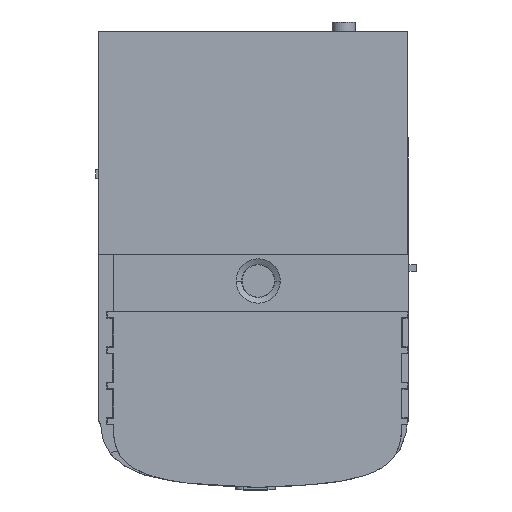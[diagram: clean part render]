
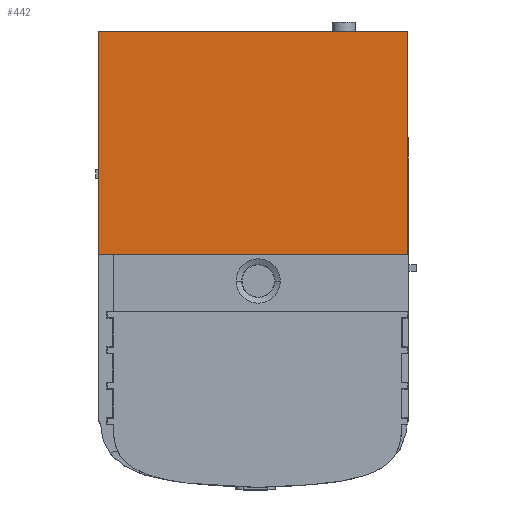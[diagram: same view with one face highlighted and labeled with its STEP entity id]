
A CAD part, top view. The second image highlights one B-rep face of the part: STEP entity #442.
In plain terms, the highlighted planar face has unit normal (0, 0, 1).
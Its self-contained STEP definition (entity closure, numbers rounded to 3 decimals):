
#326=DIRECTION('',(0.,-1.,0.));
#327=VECTOR('',#326,48.444);
#328=CARTESIAN_POINT('',(103.2,165.071,7.5));
#329=LINE('',#328,#327);
#334=DIRECTION('',(-1.,0.,0.));
#335=VECTOR('',#334,67.057);
#336=CARTESIAN_POINT('',(170.257,165.071,7.5));
#337=LINE('',#336,#335);
#341=DIRECTION('',(0.,1.,0.));
#342=VECTOR('',#341,48.444);
#343=CARTESIAN_POINT('',(170.257,116.627,7.5));
#344=LINE('',#343,#342);
#348=DIRECTION('',(1.,0.,0.));
#349=VECTOR('',#348,67.057);
#350=CARTESIAN_POINT('',(103.2,116.627,7.5));
#351=LINE('',#350,#349);
#411=CARTESIAN_POINT('',(103.2,165.071,7.5));
#412=CARTESIAN_POINT('',(103.2,116.627,7.5));
#413=VERTEX_POINT('',#411);
#414=VERTEX_POINT('',#412);
#415=CARTESIAN_POINT('',(170.257,116.627,7.5));
#416=VERTEX_POINT('',#415);
#417=CARTESIAN_POINT('',(170.257,165.071,7.5));
#418=VERTEX_POINT('',#417);
#427=CARTESIAN_POINT('',(0.,0.,7.5));
#428=DIRECTION('',(0.,0.,1.));
#429=DIRECTION('',(1.,0.,0.));
#430=AXIS2_PLACEMENT_3D('',#427,#428,#429);
#431=PLANE('',#430);
#433=ORIENTED_EDGE('',*,*,#432,.F.);
#435=ORIENTED_EDGE('',*,*,#434,.F.);
#437=ORIENTED_EDGE('',*,*,#436,.F.);
#439=ORIENTED_EDGE('',*,*,#438,.F.);
#440=EDGE_LOOP('',(#433,#435,#437,#439));
#441=FACE_OUTER_BOUND('',#440,.F.);
#432=EDGE_CURVE('',#413,#414,#329,.T.);
#434=EDGE_CURVE('',#418,#413,#337,.T.);
#436=EDGE_CURVE('',#416,#418,#344,.T.);
#438=EDGE_CURVE('',#414,#416,#351,.T.);
#442=ADVANCED_FACE('',(#441),#431,.T.);
